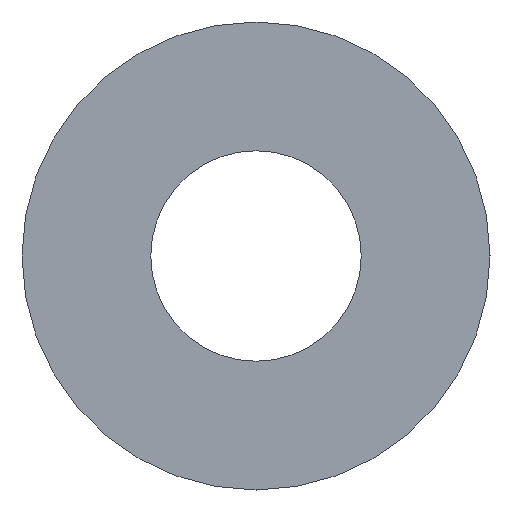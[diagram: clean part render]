
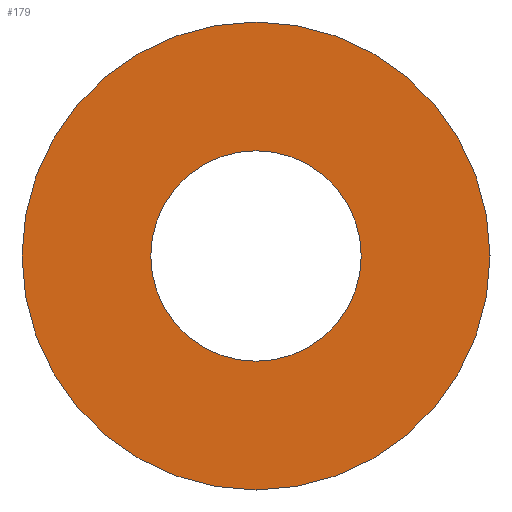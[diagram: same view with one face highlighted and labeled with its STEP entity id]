
A CAD part, left-side view. The second image highlights one B-rep face of the part: STEP entity #179.
In plain terms, the highlighted planar face has unit normal (-1, 0, 0).
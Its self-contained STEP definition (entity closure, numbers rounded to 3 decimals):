
#4 = CIRCLE ( 'NONE', #315, 3. ) ;
#5 = DIRECTION ( 'NONE',  ( 0., 0., 1. ) ) ;
#6 = DIRECTION ( 'NONE',  ( 0., 0., 1. ) ) ;
#28 = CARTESIAN_POINT ( 'NONE',  ( 0.81, 5.215, -3. ) ) ;
#31 = EDGE_CURVE ( 'NONE', #91, #107, #4, .T. ) ;
#40 = AXIS2_PLACEMENT_3D ( 'NONE', #156, #379, #5 ) ;
#73 = CIRCLE ( 'NONE', #330, 6.669 ) ;
#83 = CARTESIAN_POINT ( 'NONE',  ( 0.81, 5.215, 0. ) ) ;
#91 = VERTEX_POINT ( 'NONE', #184 ) ;
#107 = VERTEX_POINT ( 'NONE', #28 ) ;
#109 = VERTEX_POINT ( 'NONE', #304 ) ;
#123 = CARTESIAN_POINT ( 'NONE',  ( 0.81, 5.215, 0. ) ) ;
#129 = CIRCLE ( 'NONE', #208, 6.669 ) ;
#141 = ORIENTED_EDGE ( 'NONE', *, *, #395, .F. ) ;
#156 = CARTESIAN_POINT ( 'NONE',  ( 0.81, 5.215, 0. ) ) ;
#168 = CIRCLE ( 'NONE', #40, 3. ) ;
#175 = ORIENTED_EDGE ( 'NONE', *, *, #239, .F. ) ;
#179 = ADVANCED_FACE ( 'NONE', ( #281, #246 ), #272, .F. ) ;
#184 = CARTESIAN_POINT ( 'NONE',  ( 0.81, 5.215, 3. ) ) ;
#193 = EDGE_LOOP ( 'NONE', ( #220, #141 ) ) ;
#208 = AXIS2_PLACEMENT_3D ( 'NONE', #83, #278, #402 ) ;
#220 = ORIENTED_EDGE ( 'NONE', *, *, #31, .F. ) ;
#222 = DIRECTION ( 'NONE',  ( 0., 0., -1. ) ) ;
#226 = EDGE_CURVE ( 'NONE', #295, #109, #73, .T. ) ;
#239 = EDGE_CURVE ( 'NONE', #109, #295, #129, .T. ) ;
#243 = DIRECTION ( 'NONE',  ( 1., 0., 0. ) ) ;
#246 = FACE_OUTER_BOUND ( 'NONE', #247, .T. ) ;
#247 = EDGE_LOOP ( 'NONE', ( #313, #175 ) ) ;
#249 = DIRECTION ( 'NONE',  ( 0., 0., -1. ) ) ;
#271 = AXIS2_PLACEMENT_3D ( 'NONE', #335, #243, #249 ) ;
#272 = PLANE ( 'NONE',  #271 ) ;
#278 = DIRECTION ( 'NONE',  ( 1., 0., 0. ) ) ;
#281 = FACE_BOUND ( 'NONE', #193, .T. ) ;
#295 = VERTEX_POINT ( 'NONE', #384 ) ;
#304 = CARTESIAN_POINT ( 'NONE',  ( 0.81, 5.215, 6.669 ) ) ;
#309 = DIRECTION ( 'NONE',  ( 1., 0., 0. ) ) ;
#313 = ORIENTED_EDGE ( 'NONE', *, *, #226, .F. ) ;
#315 = AXIS2_PLACEMENT_3D ( 'NONE', #123, #346, #6 ) ;
#330 = AXIS2_PLACEMENT_3D ( 'NONE', #369, #309, #222 ) ;
#335 = CARTESIAN_POINT ( 'NONE',  ( 0.81, 0., 0. ) ) ;
#346 = DIRECTION ( 'NONE',  ( -1., 0., 0. ) ) ;
#369 = CARTESIAN_POINT ( 'NONE',  ( 0.81, 5.215, 0. ) ) ;
#379 = DIRECTION ( 'NONE',  ( -1., 0., 0. ) ) ;
#384 = CARTESIAN_POINT ( 'NONE',  ( 0.81, 5.215, -6.669 ) ) ;
#395 = EDGE_CURVE ( 'NONE', #107, #91, #168, .T. ) ;
#402 = DIRECTION ( 'NONE',  ( 0., 0., -1. ) ) ;
